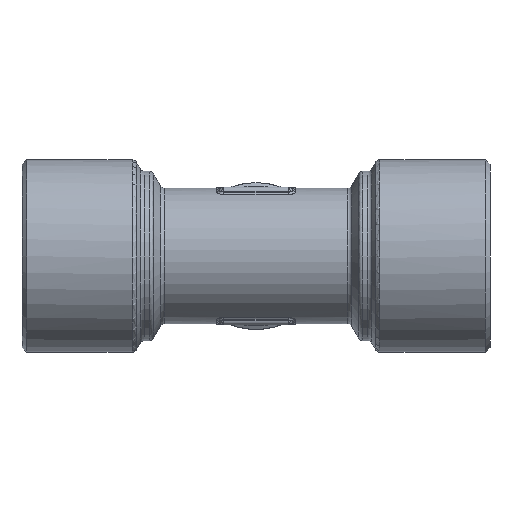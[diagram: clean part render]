
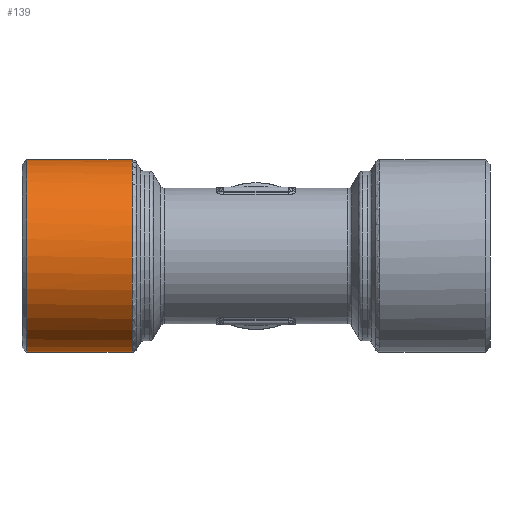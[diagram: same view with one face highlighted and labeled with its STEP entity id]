
A CAD part, left-side view. The second image highlights one B-rep face of the part: STEP entity #139.
In plain terms, the highlighted cylindrical face has radius 10.5 mm (diameter 21 mm), a full revolution.
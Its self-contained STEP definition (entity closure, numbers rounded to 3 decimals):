
#139 = ADVANCED_FACE( 'NONE', ( #488, #489 ), #490, .T. );
#488 = FACE_OUTER_BOUND( '', #2041, .T. );
#489 = FACE_OUTER_BOUND( '', #2042, .T. );
#490 = CYLINDRICAL_SURFACE( '', #2043, 10.5 );
#2041 = EDGE_LOOP( '', ( #5073, #5074, #5075, #5076, #5077, #5078, #5079 ) );
#2042 = EDGE_LOOP( '', ( #5080 ) );
#2043 = AXIS2_PLACEMENT_3D( '', #5081, #5082, #5083 );
#5073 = ORIENTED_EDGE( '', *, *, #6571, .T. );
#5074 = ORIENTED_EDGE( '', *, *, #6644, .T. );
#5075 = ORIENTED_EDGE( '', *, *, #6540, .T. );
#5076 = ORIENTED_EDGE( '', *, *, #6416, .T. );
#5077 = ORIENTED_EDGE( '', *, *, #6495, .T. );
#5078 = ORIENTED_EDGE( '', *, *, #6645, .T. );
#5079 = ORIENTED_EDGE( '', *, *, #6643, .T. );
#5080 = ORIENTED_EDGE( '', *, *, #6646, .T. );
#5081 = CARTESIAN_POINT( '', ( 0., 0., 0. ) );
#5082 = DIRECTION( '', ( 0., 1., 0. ) );
#5083 = DIRECTION( '', ( 0., 0., -1. ) );
#6416 = EDGE_CURVE( 'NONE', #7054, #7041, #7055, .T. );
#6495 = EDGE_CURVE( 'NONE', #7041, #7199, #7201, .T. );
#6540 = EDGE_CURVE( 'NONE', #7280, #7054, #7283, .T. );
#6571 = EDGE_CURVE( 'NONE', #7340, #7338, #7341, .T. );
#6643 = EDGE_CURVE( 'NONE', #7463, #7340, #7465, .T. );
#6644 = EDGE_CURVE( 'NONE', #7338, #7280, #7466, .T. );
#6645 = EDGE_CURVE( 'NONE', #7199, #7463, #7467, .T. );
#6646 = EDGE_CURVE( 'NONE', #7468, #7468, #7469, .T. );
#7041 = VERTEX_POINT( 'NONE', #8107 );
#7054 = VERTEX_POINT( 'NONE', #8145 );
#7055 = ( BOUNDED_CURVE(  )B_SPLINE_CURVE( 3, ( #8148, #8149, #8150, #8151 ), .UNSPECIFIED., .F., .F. )B_SPLINE_CURVE_WITH_KNOTS( ( 4, 4 ), ( 3.041, 3.142 ), .UNSPECIFIED. )CURVE(  )GEOMETRIC_REPRESENTATION_ITEM(  )RATIONAL_B_SPLINE_CURVE( ( 1., 0.999, 0.999, 1. ) )REPRESENTATION_ITEM( '' ) );
#7199 = VERTEX_POINT( 'NONE', #8657 );
#7201 = ( BOUNDED_CURVE(  )B_SPLINE_CURVE( 3, ( #8667, #8668, #8669, #8670 ), .UNSPECIFIED., .F., .F. )B_SPLINE_CURVE_WITH_KNOTS( ( 4, 4 ), ( 3.142, 3.242 ), .UNSPECIFIED. )CURVE(  )GEOMETRIC_REPRESENTATION_ITEM(  )RATIONAL_B_SPLINE_CURVE( ( 1., 0.999, 0.999, 1. ) )REPRESENTATION_ITEM( '' ) );
#7280 = VERTEX_POINT( 'NONE', #8932 );
#7283 = LINE( '', #8936, #8937 );
#7338 = VERTEX_POINT( 'NONE', #9087 );
#7340 = VERTEX_POINT( 'NONE', #9089 );
#7341 = CIRCLE( '', #9090, 10.5 );
#7463 = VERTEX_POINT( 'NONE', #9472 );
#7465 = B_SPLINE_CURVE_WITH_KNOTS( '', 3, ( #9474, #9475, #9476, #9477, #9478, #9479, #9480, #9481, #9482, #9483, #9484, #9485, #9486, #9487, #9488, #9489 ), .UNSPECIFIED., .F., .F., ( 4, 1, 1, 1, 1, 1, 1, 1, 1, 1, 1, 1, 1, 4 ), ( 0., 0.051, 0.101, 0.15, 0.2, 0.249, 0.376, 0.499, 0.626, 0.75, 0.812, 0.875, 0.937, 1. ), .UNSPECIFIED. );
#7466 = B_SPLINE_CURVE_WITH_KNOTS( '', 3, ( #9490, #9491, #9492, #9493, #9494, #9495, #9496, #9497, #9498, #9499, #9500, #9501, #9502, #9503, #9504 ), .UNSPECIFIED., .F., .F., ( 4, 1, 1, 1, 1, 1, 1, 1, 1, 1, 1, 1, 4 ), ( 0., 0.051, 0.101, 0.151, 0.2, 0.25, 0.374, 0.5, 0.624, 0.751, 0.833, 0.916, 1. ), .UNSPECIFIED. );
#7467 = LINE( '', #9505, #9506 );
#7468 = VERTEX_POINT( '', #9507 );
#7469 = CIRCLE( '', #9508, 10.5 );
#8107 = CARTESIAN_POINT( '', ( 10.5, 11.5, 0. ) );
#8145 = CARTESIAN_POINT( '', ( 10.447, 11.442, 1.05 ) );
#8148 = CARTESIAN_POINT( '', ( 10.447, 11.442, 1.05 ) );
#8149 = CARTESIAN_POINT( '', ( 10.482, 11.481, 0.701 ) );
#8150 = CARTESIAN_POINT( '', ( 10.5, 11.5, 0.351 ) );
#8151 = CARTESIAN_POINT( '', ( 10.5, 11.5, 0. ) );
#8657 = CARTESIAN_POINT( '', ( 10.447, 11.442, -1.05 ) );
#8667 = CARTESIAN_POINT( '', ( 10.5, 11.5, 0. ) );
#8668 = CARTESIAN_POINT( '', ( 10.5, 11.5, -0.351 ) );
#8669 = CARTESIAN_POINT( '', ( 10.482, 11.481, -0.701 ) );
#8670 = CARTESIAN_POINT( '', ( 10.447, 11.442, -1.05 ) );
#8932 = CARTESIAN_POINT( '', ( 10.447, 11.917, 1.05 ) );
#8936 = CARTESIAN_POINT( '', ( 10.447, 0., 1.05 ) );
#8937 = VECTOR( '', #11192, 1000. );
#9087 = CARTESIAN_POINT( '', ( 10.212, 13.499, 2.442 ) );
#9089 = CARTESIAN_POINT( '', ( 10.212, 13.499, -2.442 ) );
#9090 = AXIS2_PLACEMENT_3D( '', #11225, #11226, #11227 );
#9472 = CARTESIAN_POINT( '', ( 10.447, 11.917, -1.05 ) );
#9474 = CARTESIAN_POINT( '', ( 10.447, 11.917, -1.05 ) );
#9475 = CARTESIAN_POINT( '', ( 10.447, 11.956, -1.051 ) );
#9476 = CARTESIAN_POINT( '', ( 10.447, 12.036, -1.052 ) );
#9477 = CARTESIAN_POINT( '', ( 10.446, 12.153, -1.064 ) );
#9478 = CARTESIAN_POINT( '', ( 10.444, 12.269, -1.082 ) );
#9479 = CARTESIAN_POINT( '', ( 10.441, 12.383, -1.109 ) );
#9480 = CARTESIAN_POINT( '', ( 10.436, 12.553, -1.16 ) );
#9481 = CARTESIAN_POINT( '', ( 10.425, 12.77, -1.254 ) );
#9482 = CARTESIAN_POINT( '', ( 10.404, 13.016, -1.42 ) );
#9483 = CARTESIAN_POINT( '', ( 10.374, 13.224, -1.629 ) );
#9484 = CARTESIAN_POINT( '', ( 10.339, 13.354, -1.837 ) );
#9485 = CARTESIAN_POINT( '', ( 10.305, 13.429, -2.015 ) );
#9486 = CARTESIAN_POINT( '', ( 10.277, 13.469, -2.155 ) );
#9487 = CARTESIAN_POINT( '', ( 10.246, 13.494, -2.298 ) );
#9488 = CARTESIAN_POINT( '', ( 10.223, 13.497, -2.394 ) );
#9489 = CARTESIAN_POINT( '', ( 10.212, 13.499, -2.442 ) );
#9490 = CARTESIAN_POINT( '', ( 10.212, 13.499, 2.442 ) );
#9491 = CARTESIAN_POINT( '', ( 10.221, 13.498, 2.403 ) );
#9492 = CARTESIAN_POINT( '', ( 10.239, 13.496, 2.326 ) );
#9493 = CARTESIAN_POINT( '', ( 10.265, 13.48, 2.211 ) );
#9494 = CARTESIAN_POINT( '', ( 10.288, 13.455, 2.098 ) );
#9495 = CARTESIAN_POINT( '', ( 10.31, 13.418, 1.989 ) );
#9496 = CARTESIAN_POINT( '', ( 10.34, 13.349, 1.83 ) );
#9497 = CARTESIAN_POINT( '', ( 10.374, 13.224, 1.63 ) );
#9498 = CARTESIAN_POINT( '', ( 10.404, 13.017, 1.421 ) );
#9499 = CARTESIAN_POINT( '', ( 10.425, 12.771, 1.254 ) );
#9500 = CARTESIAN_POINT( '', ( 10.437, 12.53, 1.149 ) );
#9501 = CARTESIAN_POINT( '', ( 10.443, 12.308, 1.088 ) );
#9502 = CARTESIAN_POINT( '', ( 10.447, 12.114, 1.056 ) );
#9503 = CARTESIAN_POINT( '', ( 10.447, 11.983, 1.052 ) );
#9504 = CARTESIAN_POINT( '', ( 10.447, 11.917, 1.05 ) );
#9505 = CARTESIAN_POINT( '', ( 10.447, 0., -1.05 ) );
#9506 = VECTOR( '', #11317, 1000. );
#9507 = CARTESIAN_POINT( '', ( 0., 25., -10.5 ) );
#9508 = AXIS2_PLACEMENT_3D( '', #11318, #11319, #11320 );
#11192 = DIRECTION( '', ( 0., -1., 0. ) );
#11225 = CARTESIAN_POINT( '', ( 0., 13.499, 0. ) );
#11226 = DIRECTION( '', ( 0., 1., 0. ) );
#11227 = DIRECTION( '', ( 0., 0., 1. ) );
#11317 = DIRECTION( '', ( 0., 1., 0. ) );
#11318 = CARTESIAN_POINT( '', ( 0., 25., 0. ) );
#11319 = DIRECTION( '', ( 0., -1., 0. ) );
#11320 = DIRECTION( '', ( 0., 0., -1. ) );
